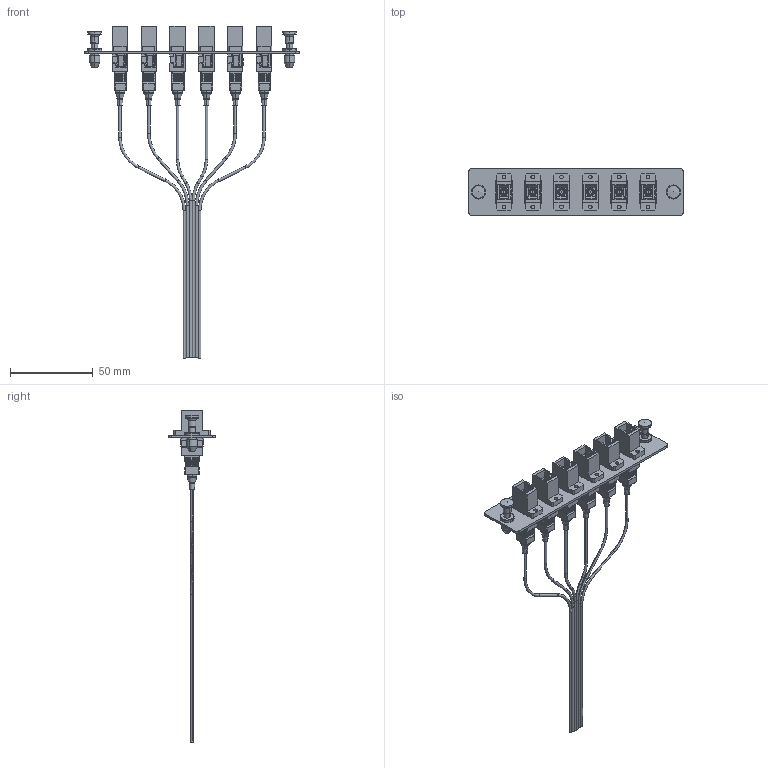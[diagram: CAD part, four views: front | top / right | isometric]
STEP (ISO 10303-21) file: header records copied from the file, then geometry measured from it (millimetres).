
FILE_DESCRIPTION (( 'STEP AP214' ), '1' );
FILE_NAME ('FSP06-SCUSM-BL_3D.STEP', '2020-07-07T20:52:39', ( '' ), ( '' ), 'SwSTEP 2.0', 'SolidWorks 2018', '' );
FILE_SCHEMA (( 'AUTOMOTIVE_DESIGN' ));
Length unit declared in the file: inch
Products named in the file (13): FSP-6BNK-SLC; 1AF04-009-MA1A; FSP06-CABLE-1; FOA-912; FSP06-CABLE-2; 1AF04-009_FIS SOLID BOOT; 1AF04-009-MA2A; FSP06-SCUSM-BL_3D; FSP-6BNK-SCL-MA2; FSP06-CABLE-3; 1AF04-009-MA3A_Larger OD
Assembly tree (26 placements, depth 3):
  FSP06-SCUSM-BL_3D
    FSP-6BNK-SLC
      FSP-6BNK-SLC
      FSP-6BNK-SCL-MA2  x2
    FOA-912  x6
      FOA-912
    1AF04-009_FIS SOLID BOOT  x6
      1AF04-009-MA2A
      1AF04-009-MA1A
      1AF04-009-MA3A_Larger OD
    FSP06-CABLE-1  x2
    FSP06-CABLE-2  x2
    FSP06-CABLE-3  x2
Bounding box: 129.5 x 28.5 x 200.36 mm (x, y, z)
Volume: 25625 mm3; surface area: 51382 mm2
Topology: 35 solids, 35 shells, 2970 faces, 7822 edges, 4964 vertices
Faces by surface type: plane 1982, cylinder 690, torus 100, cone 96, sphere 78, bspline 24
Entity records: 19550 total; most frequent: CARTESIAN_POINT 3622, ORIENTED_EDGE 3048, DIRECTION 2968, EDGE_CURVE 1524, VECTOR 1080, LINE 1080, VERTEX_POINT 972, AXIS2_PLACEMENT_3D 944
